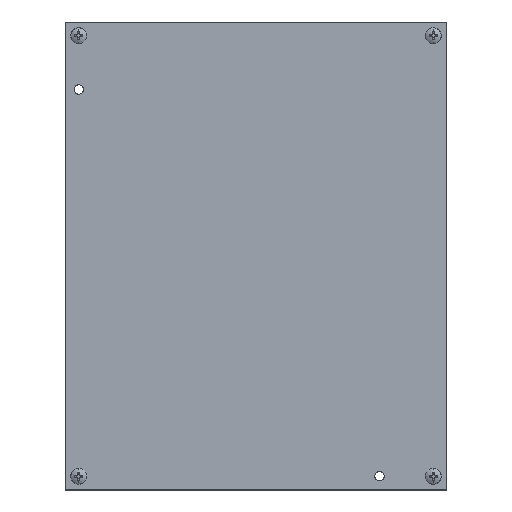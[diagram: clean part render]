
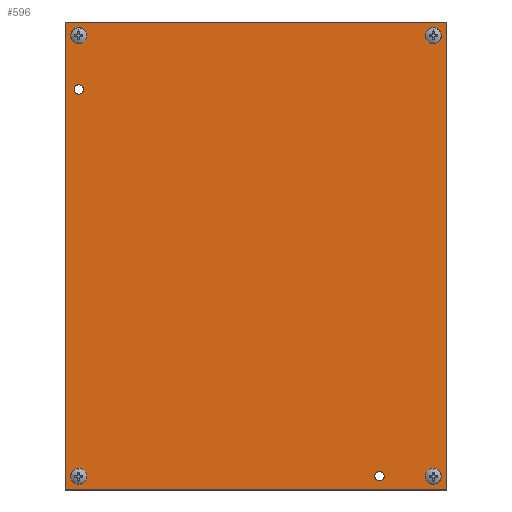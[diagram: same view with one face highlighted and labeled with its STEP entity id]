
A CAD part, top view. The second image highlights one B-rep face of the part: STEP entity #596.
In plain terms, the highlighted face is planar.
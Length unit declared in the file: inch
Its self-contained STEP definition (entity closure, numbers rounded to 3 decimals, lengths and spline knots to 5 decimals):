
#125=DIRECTION('',(0.,0.,1.));
#126=VECTOR('',#125,8.88);
#127=CARTESIAN_POINT('',(0.0747,5.44,-4.44));
#128=LINE('',#127,#126);
#129=DIRECTION('',(0.,1.,0.));
#130=VECTOR('',#129,10.88);
#131=CARTESIAN_POINT('',(0.0747,-5.44,-4.44));
#132=LINE('',#131,#130);
#133=DIRECTION('',(0.,0.,-1.));
#134=VECTOR('',#133,8.88);
#135=CARTESIAN_POINT('',(0.0747,-5.44,4.44));
#136=LINE('',#135,#134);
#137=DIRECTION('',(0.,-1.,0.));
#138=VECTOR('',#137,10.88);
#139=CARTESIAN_POINT('',(0.0747,5.44,4.44));
#140=LINE('',#139,#138);
#141=DIRECTION('',(0.,1.,0.));
#142=VECTOR('',#141,0.123);
#143=CARTESIAN_POINT('',(0.0747,5.0585,3.995));
#144=LINE('',#143,#142);
#145=CARTESIAN_POINT('',(0.0747,5.1815,4.12));
#146=DIRECTION('',(1.,0.,0.));
#147=DIRECTION('',(0.,0.,-1.));
#148=AXIS2_PLACEMENT_3D('',#145,#146,#147);
#150=DIRECTION('',(0.,-1.,0.));
#151=VECTOR('',#150,0.123);
#152=CARTESIAN_POINT('',(0.0747,5.1815,4.245));
#153=LINE('',#152,#151);
#154=CARTESIAN_POINT('',(0.0747,5.0585,4.12));
#155=DIRECTION('',(1.,0.,0.));
#156=DIRECTION('',(0.,0.,1.));
#157=AXIS2_PLACEMENT_3D('',#154,#155,#156);
#159=DIRECTION('',(0.,1.,0.));
#160=VECTOR('',#159,0.123);
#161=CARTESIAN_POINT('',(0.0747,-5.1815,-4.245));
#162=LINE('',#161,#160);
#163=CARTESIAN_POINT('',(0.0747,-5.0585,-4.12));
#164=DIRECTION('',(1.,0.,0.));
#165=DIRECTION('',(0.,0.,-1.));
#166=AXIS2_PLACEMENT_3D('',#163,#164,#165);
#168=DIRECTION('',(0.,-1.,0.));
#169=VECTOR('',#168,0.123);
#170=CARTESIAN_POINT('',(0.0747,-5.0585,-3.995));
#171=LINE('',#170,#169);
#172=CARTESIAN_POINT('',(0.0747,-5.1815,-4.12));
#173=DIRECTION('',(1.,0.,0.));
#174=DIRECTION('',(0.,0.,1.));
#175=AXIS2_PLACEMENT_3D('',#172,#173,#174);
#177=CARTESIAN_POINT('',(0.0747,-5.12,4.1815));
#178=DIRECTION('',(1.,0.,0.));
#179=DIRECTION('',(0.,1.,0.));
#180=AXIS2_PLACEMENT_3D('',#177,#178,#179);
#182=DIRECTION('',(0.,0.,-1.));
#183=VECTOR('',#182,0.123);
#184=CARTESIAN_POINT('',(0.0747,-5.245,4.1815));
#185=LINE('',#184,#183);
#186=CARTESIAN_POINT('',(0.0747,-5.12,4.0585));
#187=DIRECTION('',(1.,0.,0.));
#188=DIRECTION('',(0.,-1.,0.));
#189=AXIS2_PLACEMENT_3D('',#186,#187,#188);
#191=DIRECTION('',(0.,0.,1.));
#192=VECTOR('',#191,0.123);
#193=CARTESIAN_POINT('',(0.0747,-4.995,4.0585));
#194=LINE('',#193,#192);
#195=CARTESIAN_POINT('',(0.0747,5.12,-4.0585));
#196=DIRECTION('',(1.,0.,0.));
#197=DIRECTION('',(0.,1.,0.));
#198=AXIS2_PLACEMENT_3D('',#195,#196,#197);
#200=DIRECTION('',(0.,0.,-1.));
#201=VECTOR('',#200,0.123);
#202=CARTESIAN_POINT('',(0.0747,4.995,-4.0585));
#203=LINE('',#202,#201);
#204=CARTESIAN_POINT('',(0.0747,5.12,-4.1815));
#205=DIRECTION('',(1.,0.,0.));
#206=DIRECTION('',(0.,-1.,0.));
#207=AXIS2_PLACEMENT_3D('',#204,#205,#206);
#209=DIRECTION('',(0.,0.,1.));
#210=VECTOR('',#209,0.123);
#211=CARTESIAN_POINT('',(0.0747,5.245,-4.1815));
#212=LINE('',#211,#210);
#213=CARTESIAN_POINT('',(0.0747,3.87,4.12));
#214=DIRECTION('',(-1.,0.,0.));
#215=DIRECTION('',(0.,-1.,0.));
#216=AXIS2_PLACEMENT_3D('',#213,#214,#215);
#218=CARTESIAN_POINT('',(0.0747,3.87,4.12));
#219=DIRECTION('',(-1.,0.,0.));
#220=DIRECTION('',(0.,1.,0.));
#221=AXIS2_PLACEMENT_3D('',#218,#219,#220);
#223=CARTESIAN_POINT('',(0.0747,-5.12,-2.87));
#224=DIRECTION('',(-1.,0.,0.));
#225=DIRECTION('',(0.,-1.,0.));
#226=AXIS2_PLACEMENT_3D('',#223,#224,#225);
#228=CARTESIAN_POINT('',(0.0747,-5.12,-2.87));
#229=DIRECTION('',(-1.,0.,0.));
#230=DIRECTION('',(0.,1.,0.));
#231=AXIS2_PLACEMENT_3D('',#228,#229,#230);
#321=CARTESIAN_POINT('',(0.0747,5.44,-4.44));
#322=CARTESIAN_POINT('',(0.0747,5.44,4.44));
#323=VERTEX_POINT('',#321);
#324=VERTEX_POINT('',#322);
#325=CARTESIAN_POINT('',(0.0747,-5.44,4.44));
#326=VERTEX_POINT('',#325);
#327=CARTESIAN_POINT('',(0.0747,-5.44,-4.44));
#328=VERTEX_POINT('',#327);
#345=CARTESIAN_POINT('',(0.0747,5.0585,3.995));
#346=CARTESIAN_POINT('',(0.0747,5.1815,3.995));
#347=VERTEX_POINT('',#345);
#348=VERTEX_POINT('',#346);
#349=CARTESIAN_POINT('',(0.0747,5.1815,4.245));
#350=VERTEX_POINT('',#349);
#351=CARTESIAN_POINT('',(0.0747,5.0585,4.245));
#352=VERTEX_POINT('',#351);
#353=CARTESIAN_POINT('',(0.0747,-5.1815,-4.245));
#354=CARTESIAN_POINT('',(0.0747,-5.0585,-4.245));
#355=VERTEX_POINT('',#353);
#356=VERTEX_POINT('',#354);
#357=CARTESIAN_POINT('',(0.0747,-5.0585,-3.995));
#358=VERTEX_POINT('',#357);
#359=CARTESIAN_POINT('',(0.0747,-5.1815,-3.995));
#360=VERTEX_POINT('',#359);
#377=CARTESIAN_POINT('',(0.0747,-4.995,4.1815));
#378=CARTESIAN_POINT('',(0.0747,-5.245,4.1815));
#379=VERTEX_POINT('',#377);
#380=VERTEX_POINT('',#378);
#381=CARTESIAN_POINT('',(0.0747,-5.245,4.0585));
#382=VERTEX_POINT('',#381);
#383=CARTESIAN_POINT('',(0.0747,-4.995,4.0585));
#384=VERTEX_POINT('',#383);
#385=CARTESIAN_POINT('',(0.0747,5.245,-4.0585));
#386=CARTESIAN_POINT('',(0.0747,4.995,-4.0585));
#387=VERTEX_POINT('',#385);
#388=VERTEX_POINT('',#386);
#389=CARTESIAN_POINT('',(0.0747,4.995,-4.1815));
#390=VERTEX_POINT('',#389);
#391=CARTESIAN_POINT('',(0.0747,5.245,-4.1815));
#392=VERTEX_POINT('',#391);
#397=CARTESIAN_POINT('',(0.0747,3.7605,4.12));
#398=CARTESIAN_POINT('',(0.0747,3.9795,4.12));
#399=VERTEX_POINT('',#397);
#400=VERTEX_POINT('',#398);
#405=CARTESIAN_POINT('',(0.0747,-5.2295,-2.87));
#406=CARTESIAN_POINT('',(0.0747,-5.0105,-2.87));
#407=VERTEX_POINT('',#405);
#408=VERTEX_POINT('',#406);
#533=CARTESIAN_POINT('',(0.0747,0.,0.));
#534=DIRECTION('',(1.,0.,0.));
#535=DIRECTION('',(0.,0.,-1.));
#536=AXIS2_PLACEMENT_3D('',#533,#534,#535);
#537=PLANE('',#536);
#538=ORIENTED_EDGE('',*,*,#485,.F.);
#539=ORIENTED_EDGE('',*,*,#500,.F.);
#540=ORIENTED_EDGE('',*,*,#514,.F.);
#541=ORIENTED_EDGE('',*,*,#527,.F.);
#542=EDGE_LOOP('',(#538,#539,#540,#541));
#543=FACE_OUTER_BOUND('',#542,.F.);
#545=ORIENTED_EDGE('',*,*,#544,.T.);
#547=ORIENTED_EDGE('',*,*,#546,.T.);
#549=ORIENTED_EDGE('',*,*,#548,.T.);
#551=ORIENTED_EDGE('',*,*,#550,.T.);
#552=EDGE_LOOP('',(#545,#547,#549,#551));
#553=FACE_BOUND('',#552,.F.);
#555=ORIENTED_EDGE('',*,*,#554,.T.);
#557=ORIENTED_EDGE('',*,*,#556,.T.);
#559=ORIENTED_EDGE('',*,*,#558,.T.);
#561=ORIENTED_EDGE('',*,*,#560,.T.);
#562=EDGE_LOOP('',(#555,#557,#559,#561));
#563=FACE_BOUND('',#562,.F.);
#565=ORIENTED_EDGE('',*,*,#564,.T.);
#567=ORIENTED_EDGE('',*,*,#566,.T.);
#569=ORIENTED_EDGE('',*,*,#568,.T.);
#571=ORIENTED_EDGE('',*,*,#570,.T.);
#572=EDGE_LOOP('',(#565,#567,#569,#571));
#573=FACE_BOUND('',#572,.F.);
#575=ORIENTED_EDGE('',*,*,#574,.T.);
#577=ORIENTED_EDGE('',*,*,#576,.T.);
#579=ORIENTED_EDGE('',*,*,#578,.T.);
#581=ORIENTED_EDGE('',*,*,#580,.T.);
#582=EDGE_LOOP('',(#575,#577,#579,#581));
#583=FACE_BOUND('',#582,.F.);
#585=ORIENTED_EDGE('',*,*,#584,.F.);
#587=ORIENTED_EDGE('',*,*,#586,.F.);
#588=EDGE_LOOP('',(#585,#587));
#589=FACE_BOUND('',#588,.F.);
#591=ORIENTED_EDGE('',*,*,#590,.F.);
#593=ORIENTED_EDGE('',*,*,#592,.F.);
#594=EDGE_LOOP('',(#591,#593));
#595=FACE_BOUND('',#594,.F.);
#596=ADVANCED_FACE('',(#543,#553,#563,#573,#583,#589,#595),#537,.T.);
#149=CIRCLE('',#148,0.125);
#158=CIRCLE('',#157,0.125);
#167=CIRCLE('',#166,0.125);
#176=CIRCLE('',#175,0.125);
#181=CIRCLE('',#180,0.125);
#190=CIRCLE('',#189,0.125);
#199=CIRCLE('',#198,0.125);
#208=CIRCLE('',#207,0.125);
#217=CIRCLE('',#216,0.1095);
#222=CIRCLE('',#221,0.1095);
#227=CIRCLE('',#226,0.1095);
#232=CIRCLE('',#231,0.1095);
#485=EDGE_CURVE('',#323,#324,#128,.T.);
#500=EDGE_CURVE('',#328,#323,#132,.T.);
#514=EDGE_CURVE('',#326,#328,#136,.T.);
#527=EDGE_CURVE('',#324,#326,#140,.T.);
#544=EDGE_CURVE('',#347,#348,#144,.T.);
#546=EDGE_CURVE('',#348,#350,#149,.T.);
#548=EDGE_CURVE('',#350,#352,#153,.T.);
#550=EDGE_CURVE('',#352,#347,#158,.T.);
#554=EDGE_CURVE('',#355,#356,#162,.T.);
#556=EDGE_CURVE('',#356,#358,#167,.T.);
#558=EDGE_CURVE('',#358,#360,#171,.T.);
#560=EDGE_CURVE('',#360,#355,#176,.T.);
#564=EDGE_CURVE('',#379,#380,#181,.T.);
#566=EDGE_CURVE('',#380,#382,#185,.T.);
#568=EDGE_CURVE('',#382,#384,#190,.T.);
#570=EDGE_CURVE('',#384,#379,#194,.T.);
#574=EDGE_CURVE('',#387,#388,#199,.T.);
#576=EDGE_CURVE('',#388,#390,#203,.T.);
#578=EDGE_CURVE('',#390,#392,#208,.T.);
#580=EDGE_CURVE('',#392,#387,#212,.T.);
#584=EDGE_CURVE('',#399,#400,#217,.T.);
#586=EDGE_CURVE('',#400,#399,#222,.T.);
#590=EDGE_CURVE('',#407,#408,#227,.T.);
#592=EDGE_CURVE('',#408,#407,#232,.T.);
